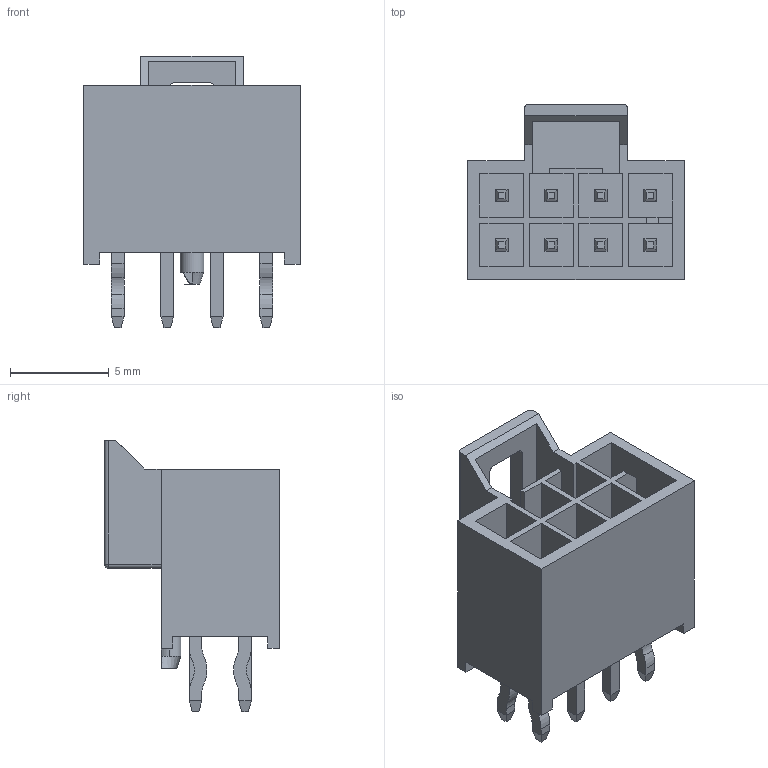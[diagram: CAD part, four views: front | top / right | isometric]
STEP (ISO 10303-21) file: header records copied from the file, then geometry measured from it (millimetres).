
FILE_DESCRIPTION(('STEP AP242'),'1');
FILE_NAME('1053101108.stp','2025-02-10T15:55:40',('TraceParts'),('TraceParts S.A.'),'Spatial InterOp 3D',' ',' ');
FILE_SCHEMA(('AP242_MANAGED_MODEL_BASED_3D_ENGINEERING_MIM_LF {1 0 10303 442 1 1 4}'));
Length unit declared in the file: millimetre
Products named in the file (1): 1053101108_1
Bounding box: 10.94 x 8.84 x 13.71 mm (x, y, z)
Volume: 368.6 mm3; surface area: 1122.7 mm2
Topology: 1 solids, 1 shells, 269 faces, 693 edges, 459 vertices
Faces by surface type: plane 230, cylinder 35, sphere 2, cone 2
Entity records: 8004 total; most frequent: CARTESIAN_POINT 1407, ORIENTED_EDGE 1342, DIRECTION 1320, EDGE_CURVE 671, LINE 596, VECTOR 596, VERTEX_POINT 423, AXIS2_PLACEMENT_3D 362
